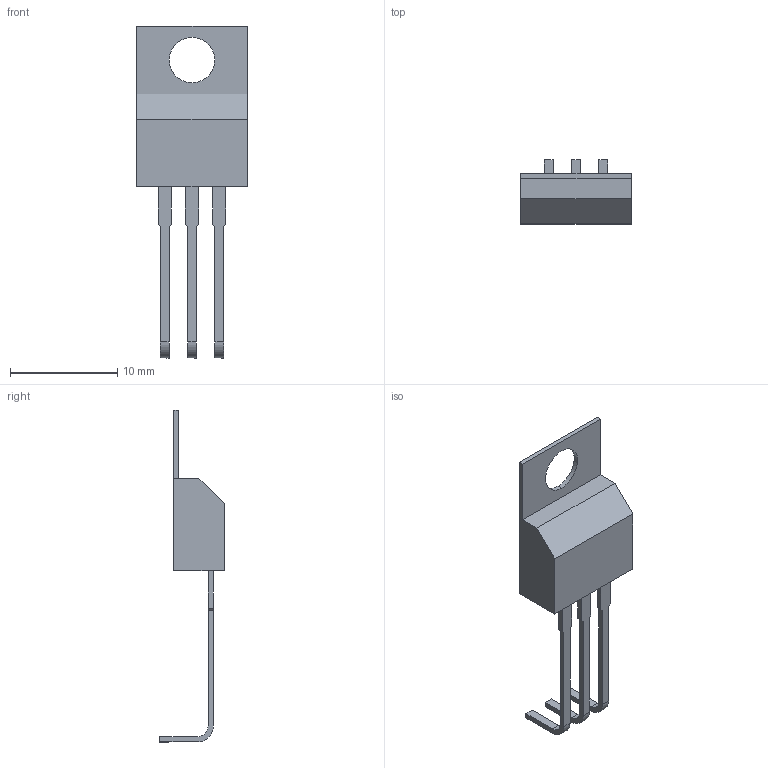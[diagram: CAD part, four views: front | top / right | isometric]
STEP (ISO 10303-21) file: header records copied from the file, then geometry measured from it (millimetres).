
FILE_DESCRIPTION (( 'STEP AP214' ), '1' );
FILE_NAME ('LM317HVT_NOPB.STEP', '2021-02-04T14:50:45', ( '砐錪賧瘔蠈錪 Windows' ), ( '' ), 'SwSTEP 2.0', 'SolidWorks 2017', '' );
FILE_SCHEMA (( 'AUTOMOTIVE_DESIGN' ));
Length unit declared in the file: millimetre
Products named in the file (7): Tab_1; LM317HVT_NOPB; PinsArray_1; Body_1
Assembly tree (3 placements, depth 2):
  Tab_1
  LM317HVT_NOPB
    Tab_1
    Body_1
    PinsArray_1
  PinsArray_1
  Body_1
Bounding box: 10.29 x 6 x 30.93 mm (x, y, z)
Volume: 438.9 mm3; surface area: 628.6 mm2
Topology: 5 solids, 5 shells, 57 faces, 141 edges, 94 vertices
Faces by surface type: plane 49, cylinder 8
Entity records: 2511 total; most frequent: CARTESIAN_POINT 299, DIRECTION 285, ORIENTED_EDGE 282, EDGE_CURVE 141, LINE 125, VECTOR 125, VERTEX_POINT 94, AXIS2_PLACEMENT_3D 80
